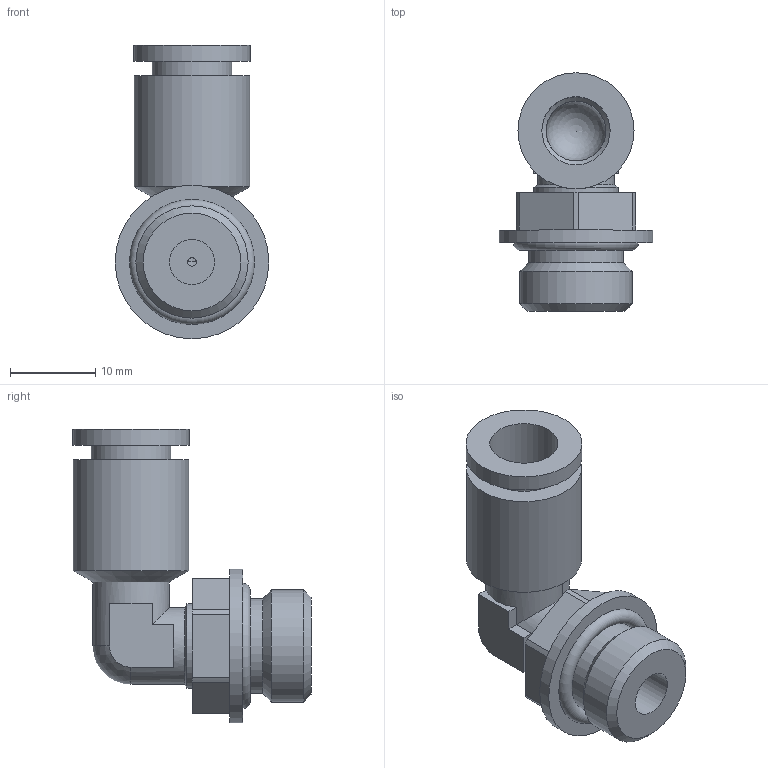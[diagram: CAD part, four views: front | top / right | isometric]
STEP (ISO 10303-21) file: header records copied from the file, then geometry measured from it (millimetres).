
FILE_DESCRIPTION(/* description */ ('Alibre Inc.'),/* implementation_level */ '2;1');
FILE_NAME(/* name */ 'export-18A188A8-EE27-46EE-B5D6-065E1D1BD25B',/* time_stamp */ '2019-04-22T13:05:00+02:00',/* author */ (''),/* organization */ (''),/* preprocessor_version */ 'ST-DEVELOPER v17',/* originating_system */ 'Alibre',/* authorisation */ '');
FILE_SCHEMA (('AUTOMOTIVE_DESIGN'));
Length unit declared in the file: millimetre
Bounding box: 18 x 27.9 x 34.4 mm (x, y, z)
Volume: 3943.9 mm3; surface area: 3526.6 mm2
Topology: 1 solids, 1 shells, 57 faces, 135 edges, 84 vertices
Faces by surface type: plane 28, cylinder 21, cone 5, sphere 2, torus 1
Full cylindrical faces by diameter (mm): 1 x1, 5.3 x1, 7 x1, 8 x1, 9 x2, 9.3 x1, 9.9 x1, 11.1 x1, 13.157 x1, 13.5 x1, 13.6 x1, 18 x1
Entity records: 1582 total; most frequent: CARTESIAN_POINT 278, DIRECTION 243, ORIENTED_EDGE 216, EDGE_CURVE 108, AXIS2_PLACEMENT_3D 107, FACE_BOUND 85, EDGE_LOOP 84, VERTEX_POINT 79
